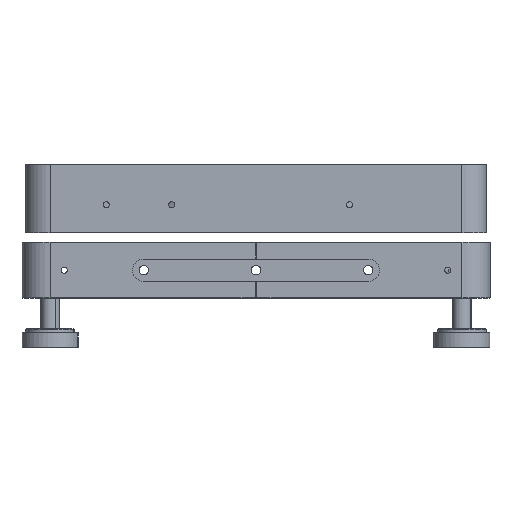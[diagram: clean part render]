
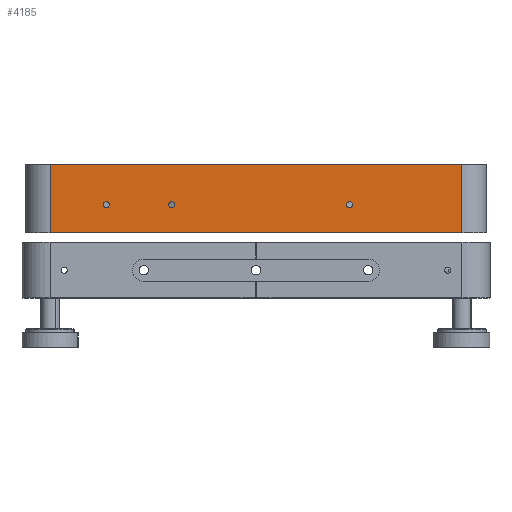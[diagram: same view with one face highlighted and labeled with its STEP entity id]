
A CAD part, front view. The second image highlights one B-rep face of the part: STEP entity #4185.
In plain terms, the highlighted planar face has unit normal (0, -1, 0).
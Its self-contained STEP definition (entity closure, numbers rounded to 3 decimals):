
#130 = CIRCLE ( 'NONE', #4046, 1.65 ) ;
#227 = DIRECTION ( 'NONE',  ( 0., -1., 0. ) ) ;
#295 = DIRECTION ( 'NONE',  ( 1., 0., 0. ) ) ;
#374 = AXIS2_PLACEMENT_3D ( 'NONE', #2460, #7223, #12072 ) ;
#395 = LINE ( 'NONE', #4449, #7340 ) ;
#406 = CARTESIAN_POINT ( 'NONE',  ( -205., 2., 35. ) ) ;
#472 = ORIENTED_EDGE ( 'NONE', *, *, #9900, .T. ) ;
#546 = VERTEX_POINT ( 'NONE', #10925 ) ;
#643 = CARTESIAN_POINT ( 'NONE',  ( -76.65, 2., 35. ) ) ;
#649 = CARTESIAN_POINT ( 'NONE',  ( -260., 2., 20. ) ) ;
#682 = DIRECTION ( 'NONE',  ( 1., 0., 0. ) ) ;
#773 = FACE_BOUND ( 'NONE', #1620, .T. ) ;
#785 = ORIENTED_EDGE ( 'NONE', *, *, #3958, .F. ) ;
#957 = VERTEX_POINT ( 'NONE', #12395 ) ;
#1014 = CARTESIAN_POINT ( 'NONE',  ( -170., 2., 35. ) ) ;
#1131 = CARTESIAN_POINT ( 'NONE',  ( -75., 2., 35. ) ) ;
#1132 = DIRECTION ( 'NONE',  ( 1., 0., 0. ) ) ;
#1296 = VERTEX_POINT ( 'NONE', #643 ) ;
#1537 = CARTESIAN_POINT ( 'NONE',  ( -171.65, 2., 35. ) ) ;
#1620 = EDGE_LOOP ( 'NONE', ( #8151, #6890 ) ) ;
#1803 = FACE_BOUND ( 'NONE', #2853, .T. ) ;
#1898 = DIRECTION ( 'NONE',  ( 0., 0., -1. ) ) ;
#1987 = CIRCLE ( 'NONE', #9810, 1.65 ) ;
#2186 = CIRCLE ( 'NONE', #3609, 1.65 ) ;
#2343 = EDGE_CURVE ( 'NONE', #5391, #6616, #2186, .T. ) ;
#2460 = CARTESIAN_POINT ( 'NONE',  ( -205., 2., 35. ) ) ;
#2718 = EDGE_CURVE ( 'NONE', #4549, #9496, #1987, .T. ) ;
#2853 = EDGE_LOOP ( 'NONE', ( #11827, #785 ) ) ;
#3029 = EDGE_CURVE ( 'NONE', #4925, #546, #395, .T. ) ;
#3535 = DIRECTION ( 'NONE',  ( 0., 1., 0. ) ) ;
#3609 = AXIS2_PLACEMENT_3D ( 'NONE', #1014, #227, #1132 ) ;
#3817 = EDGE_CURVE ( 'NONE', #9496, #4549, #9227, .T. ) ;
#3923 = ORIENTED_EDGE ( 'NONE', *, *, #10224, .F. ) ;
#3950 = CARTESIAN_POINT ( 'NONE',  ( -260., 2., 56.5 ) ) ;
#3958 = EDGE_CURVE ( 'NONE', #6616, #5391, #130, .T. ) ;
#4046 = AXIS2_PLACEMENT_3D ( 'NONE', #8944, #7983, #5849 ) ;
#4185 = ADVANCED_FACE ( 'NONE', ( #9584, #1803, #773, #10519 ), #4690, .F. ) ;
#4333 = DIRECTION ( 'NONE',  ( 1., 0., 0. ) ) ;
#4335 = LINE ( 'NONE', #10211, #10890 ) ;
#4449 = CARTESIAN_POINT ( 'NONE',  ( -15., 2., 20. ) ) ;
#4549 = VERTEX_POINT ( 'NONE', #5619 ) ;
#4591 = AXIS2_PLACEMENT_3D ( 'NONE', #12560, #11588, #682 ) ;
#4690 = PLANE ( 'NONE',  #11069 ) ;
#4925 = VERTEX_POINT ( 'NONE', #7552 ) ;
#4975 = LINE ( 'NONE', #11956, #8634 ) ;
#4980 = VECTOR ( 'NONE', #11722, 1000. ) ;
#4991 = AXIS2_PLACEMENT_3D ( 'NONE', #1131, #8938, #295 ) ;
#5103 = DIRECTION ( 'NONE',  ( -1., 0., 0. ) ) ;
#5199 = EDGE_CURVE ( 'NONE', #4925, #957, #4335, .T. ) ;
#5391 = VERTEX_POINT ( 'NONE', #9746 ) ;
#5543 = CARTESIAN_POINT ( 'NONE',  ( -203.35, 2., 35. ) ) ;
#5619 = CARTESIAN_POINT ( 'NONE',  ( -206.65, 2., 35. ) ) ;
#5849 = DIRECTION ( 'NONE',  ( 1., 0., 0. ) ) ;
#6102 = EDGE_CURVE ( 'NONE', #11052, #957, #4975, .T. ) ;
#6349 = EDGE_LOOP ( 'NONE', ( #12453, #3923 ) ) ;
#6549 = VERTEX_POINT ( 'NONE', #6823 ) ;
#6577 = ORIENTED_EDGE ( 'NONE', *, *, #6102, .T. ) ;
#6616 = VERTEX_POINT ( 'NONE', #1537 ) ;
#6823 = CARTESIAN_POINT ( 'NONE',  ( -73.35, 2., 35. ) ) ;
#6890 = ORIENTED_EDGE ( 'NONE', *, *, #2718, .F. ) ;
#7070 = EDGE_LOOP ( 'NONE', ( #6577, #10943, #12343, #472 ) ) ;
#7223 = DIRECTION ( 'NONE',  ( 0., -1., 0. ) ) ;
#7267 = CIRCLE ( 'NONE', #4591, 1.65 ) ;
#7340 = VECTOR ( 'NONE', #9285, 1000. ) ;
#7495 = CIRCLE ( 'NONE', #4991, 1.65 ) ;
#7552 = CARTESIAN_POINT ( 'NONE',  ( -15., 2., 20. ) ) ;
#7983 = DIRECTION ( 'NONE',  ( 0., -1., 0. ) ) ;
#8151 = ORIENTED_EDGE ( 'NONE', *, *, #3817, .F. ) ;
#8361 = CARTESIAN_POINT ( 'NONE',  ( -235., 2., 56.5 ) ) ;
#8634 = VECTOR ( 'NONE', #1898, 1000. ) ;
#8678 = LINE ( 'NONE', #3950, #4980 ) ;
#8938 = DIRECTION ( 'NONE',  ( 0., -1., 0. ) ) ;
#8944 = CARTESIAN_POINT ( 'NONE',  ( -170., 2., 35. ) ) ;
#9227 = CIRCLE ( 'NONE', #374, 1.65 ) ;
#9285 = DIRECTION ( 'NONE',  ( 0., 0., 1. ) ) ;
#9496 = VERTEX_POINT ( 'NONE', #5543 ) ;
#9584 = FACE_BOUND ( 'NONE', #6349, .T. ) ;
#9746 = CARTESIAN_POINT ( 'NONE',  ( -168.35, 2., 35. ) ) ;
#9810 = AXIS2_PLACEMENT_3D ( 'NONE', #406, #12220, #4333 ) ;
#9900 = EDGE_CURVE ( 'NONE', #546, #11052, #8678, .T. ) ;
#10211 = CARTESIAN_POINT ( 'NONE',  ( -260., 2., 20. ) ) ;
#10224 = EDGE_CURVE ( 'NONE', #1296, #6549, #7495, .T. ) ;
#10471 = EDGE_CURVE ( 'NONE', #6549, #1296, #7267, .T. ) ;
#10519 = FACE_OUTER_BOUND ( 'NONE', #7070, .T. ) ;
#10890 = VECTOR ( 'NONE', #5103, 1000. ) ;
#10925 = CARTESIAN_POINT ( 'NONE',  ( -15., 2., 56.5 ) ) ;
#10943 = ORIENTED_EDGE ( 'NONE', *, *, #5199, .F. ) ;
#11052 = VERTEX_POINT ( 'NONE', #8361 ) ;
#11069 = AXIS2_PLACEMENT_3D ( 'NONE', #649, #3535, #12585 ) ;
#11588 = DIRECTION ( 'NONE',  ( 0., -1., 0. ) ) ;
#11722 = DIRECTION ( 'NONE',  ( -1., 0., 0. ) ) ;
#11827 = ORIENTED_EDGE ( 'NONE', *, *, #2343, .F. ) ;
#11956 = CARTESIAN_POINT ( 'NONE',  ( -235., 2., 56.501 ) ) ;
#12072 = DIRECTION ( 'NONE',  ( 1., 0., 0. ) ) ;
#12220 = DIRECTION ( 'NONE',  ( 0., -1., 0. ) ) ;
#12343 = ORIENTED_EDGE ( 'NONE', *, *, #3029, .T. ) ;
#12395 = CARTESIAN_POINT ( 'NONE',  ( -235., 2., 20. ) ) ;
#12453 = ORIENTED_EDGE ( 'NONE', *, *, #10471, .F. ) ;
#12560 = CARTESIAN_POINT ( 'NONE',  ( -75., 2., 35. ) ) ;
#12585 = DIRECTION ( 'NONE',  ( -1., 0., 0. ) ) ;
